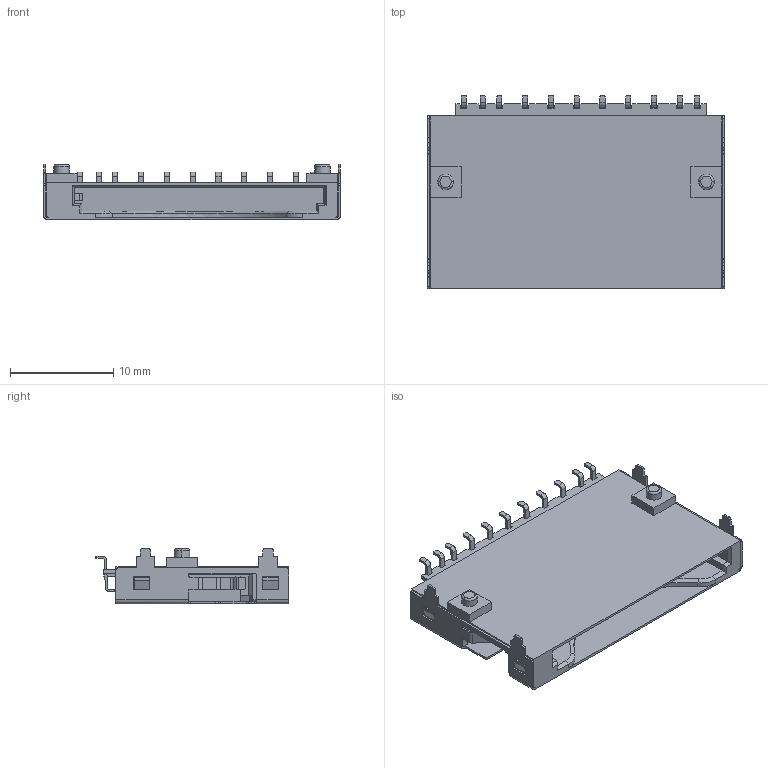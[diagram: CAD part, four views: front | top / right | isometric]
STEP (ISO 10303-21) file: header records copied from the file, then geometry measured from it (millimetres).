
FILE_DESCRIPTION((''),'2;1');
FILE_NAME('CS1R-181-H-N','2023-11-22T',('PLALX-SALES6'),(''),'PRO/ENGINEER BY PARAMETRIC TECHNOLOGY CORPORATION, 2015440','PRO/ENGINEER BY PARAMETRIC TECHNOLOGY CORPORATION, 2015440','');
FILE_SCHEMA(('AUTOMOTIVE_DESIGN { 1 0 10303 214 1 1 1 1 }'));
Length unit declared in the file: millimetre
Products named in the file (1): CS1R-181-H-N
Bounding box: 28.9 x 18.75 x 5.4 mm (x, y, z)
Volume: 1267.6 mm3; surface area: 2456.1 mm2
Topology: 1 solids, 1 shells, 1064 faces, 3145 edges, 2042 vertices
Faces by surface type: plane 843, cylinder 214, torus 4, cone 3
Entity records: 47518 total; most frequent: CARTESIAN_POINT 6302, ORIENTED_EDGE 6290, DIRECTION 5711, PRESENTATION_STYLE_ASSIGNMENT 3369, STYLED_ITEM 3146, CURVE_STYLE 3145, EDGE_CURVE 3145, VECTOR 2685
